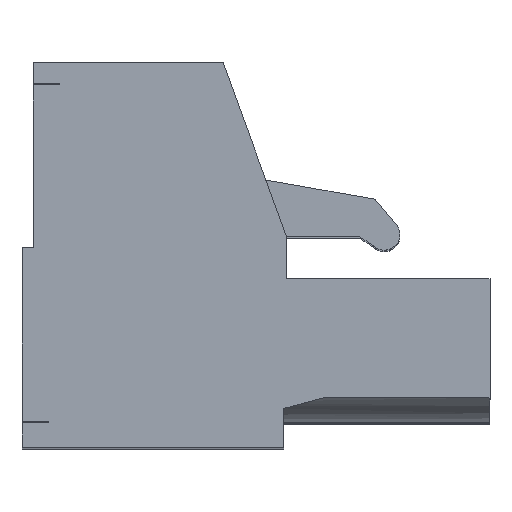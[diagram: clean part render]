
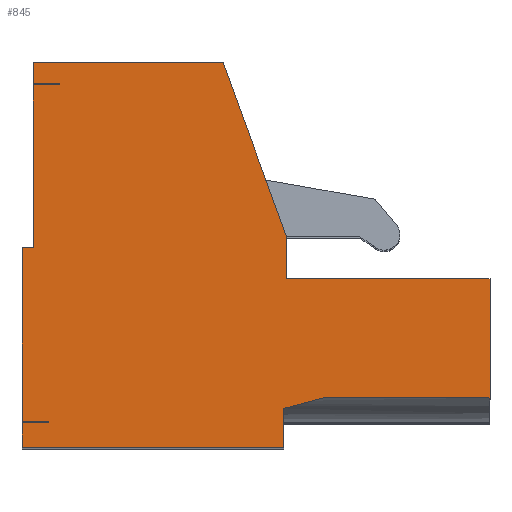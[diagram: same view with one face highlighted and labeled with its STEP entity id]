
A CAD part, top view. The second image highlights one B-rep face of the part: STEP entity #845.
In plain terms, the highlighted planar face has unit normal (0, 0, 1).
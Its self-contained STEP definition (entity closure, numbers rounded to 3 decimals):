
#845 = ADVANCED_FACE( '', ( #1798 ), #1799, .F. );
#1798 = FACE_OUTER_BOUND( '', #2822, .T. );
#1799 = PLANE( '', #2823 );
#2822 = EDGE_LOOP( '', ( #5264, #5265, #5266, #5267, #5268, #5269, #5270, #5271, #5272, #5273, #5274, #5275, #5276, #5277, #5278, #5279, #5280, #5281, #5282, #5283 ) );
#2823 = AXIS2_PLACEMENT_3D( '', #5284, #5285, #5286 );
#5264 = ORIENTED_EDGE( '', *, *, #6730, .T. );
#5265 = ORIENTED_EDGE( '', *, *, #6692, .T. );
#5266 = ORIENTED_EDGE( '', *, *, #6283, .T. );
#5267 = ORIENTED_EDGE( '', *, *, #5798, .T. );
#5268 = ORIENTED_EDGE( '', *, *, #6723, .T. );
#5269 = ORIENTED_EDGE( '', *, *, #5818, .T. );
#5270 = ORIENTED_EDGE( '', *, *, #6522, .F. );
#5271 = ORIENTED_EDGE( '', *, *, #6186, .T. );
#5272 = ORIENTED_EDGE( '', *, *, #6491, .F. );
#5273 = ORIENTED_EDGE( '', *, *, #5932, .T. );
#5274 = ORIENTED_EDGE( '', *, *, #6634, .T. );
#5275 = ORIENTED_EDGE( '', *, *, #6731, .T. );
#5276 = ORIENTED_EDGE( '', *, *, #6473, .T. );
#5277 = ORIENTED_EDGE( '', *, *, #6652, .T. );
#5278 = ORIENTED_EDGE( '', *, *, #6732, .F. );
#5279 = ORIENTED_EDGE( '', *, *, #6513, .T. );
#5280 = ORIENTED_EDGE( '', *, *, #5833, .T. );
#5281 = ORIENTED_EDGE( '', *, *, #6538, .T. );
#5282 = ORIENTED_EDGE( '', *, *, #5870, .T. );
#5283 = ORIENTED_EDGE( '', *, *, #6318, .T. );
#5284 = CARTESIAN_POINT( '', ( 273.592, 202.842, 130.52 ) );
#5285 = DIRECTION( '', ( 0., 0., -1. ) );
#5286 = DIRECTION( '', ( -1., 0., 0. ) );
#5798 = EDGE_CURVE( '', #6873, #6878, #6880, .T. );
#5818 = EDGE_CURVE( '', #6910, #6914, #6916, .T. );
#5833 = EDGE_CURVE( '', #6937, #6941, #6943, .T. );
#5870 = EDGE_CURVE( '', #7002, #7006, #7008, .T. );
#5932 = EDGE_CURVE( '', #7128, #7126, #7129, .T. );
#6186 = EDGE_CURVE( '', #7547, #7545, #7548, .T. );
#6283 = EDGE_CURVE( '', #7695, #6873, #7697, .T. );
#6318 = EDGE_CURVE( '', #7006, #7746, #7748, .T. );
#6473 = EDGE_CURVE( '', #7958, #7960, #7962, .T. );
#6491 = EDGE_CURVE( '', #7128, #7545, #7982, .T. );
#6513 = EDGE_CURVE( '', #8009, #6937, #8011, .T. );
#6522 = EDGE_CURVE( '', #7547, #6914, #8021, .T. );
#6538 = EDGE_CURVE( '', #6941, #7002, #8043, .T. );
#6634 = EDGE_CURVE( '', #7126, #8163, #8165, .T. );
#6652 = EDGE_CURVE( '', #7960, #8183, #8185, .T. );
#6692 = EDGE_CURVE( '', #8226, #7695, #8227, .T. );
#6723 = EDGE_CURVE( '', #6878, #6910, #8265, .T. );
#6730 = EDGE_CURVE( '', #7746, #8226, #8272, .T. );
#6731 = EDGE_CURVE( '', #8163, #7958, #8273, .T. );
#6732 = EDGE_CURVE( '', #8009, #8183, #8274, .T. );
#6873 = VERTEX_POINT( '', #8446 );
#6878 = VERTEX_POINT( '', #8453 );
#6880 = LINE( '', #8456, #8457 );
#6910 = VERTEX_POINT( '', #8499 );
#6914 = VERTEX_POINT( '', #8504 );
#6916 = LINE( '', #8507, #8508 );
#6937 = VERTEX_POINT( '', #8537 );
#6941 = VERTEX_POINT( '', #8543 );
#6943 = LINE( '', #8546, #8547 );
#7002 = VERTEX_POINT( '', #8623 );
#7006 = VERTEX_POINT( '', #8629 );
#7008 = LINE( '', #8632, #8633 );
#7126 = VERTEX_POINT( '', #8810 );
#7128 = VERTEX_POINT( '', #8813 );
#7129 = LINE( '', #8814, #8815 );
#7545 = VERTEX_POINT( '', #9403 );
#7547 = VERTEX_POINT( '', #9406 );
#7548 = LINE( '', #9407, #9408 );
#7695 = VERTEX_POINT( '', #9603 );
#7697 = LINE( '', #9606, #9607 );
#7746 = VERTEX_POINT( '', #9681 );
#7748 = LINE( '', #9684, #9685 );
#7958 = VERTEX_POINT( '', #9975 );
#7960 = VERTEX_POINT( '', #9978 );
#7962 = LINE( '', #9981, #9982 );
#7982 = LINE( '', #10011, #10012 );
#8009 = VERTEX_POINT( '', #10049 );
#8011 = LINE( '', #10052, #10053 );
#8021 = LINE( '', #10065, #10066 );
#8043 = LINE( '', #10097, #10098 );
#8163 = VERTEX_POINT( '', #10262 );
#8165 = LINE( '', #10265, #10266 );
#8183 = VERTEX_POINT( '', #10291 );
#8185 = LINE( '', #10294, #10295 );
#8226 = VERTEX_POINT( '', #10353 );
#8227 = LINE( '', #10354, #10355 );
#8265 = LINE( '', #10405, #10406 );
#8272 = LINE( '', #10414, #10415 );
#8273 = LINE( '', #10416, #10417 );
#8274 = LINE( '', #10418, #10419 );
#8446 = CARTESIAN_POINT( '', ( 254.742, 196.042, 130.52 ) );
#8453 = CARTESIAN_POINT( '', ( 265.292, 196.042, 130.52 ) );
#8456 = CARTESIAN_POINT( '', ( 265.392, 196.042, 130.52 ) );
#8457 = VECTOR( '', #10547, 1000. );
#8499 = CARTESIAN_POINT( '', ( 265.292, 197.615, 130.52 ) );
#8504 = CARTESIAN_POINT( '', ( 266.885, 198.042, 130.52 ) );
#8507 = CARTESIAN_POINT( '', ( 266.885, 198.042, 130.52 ) );
#8508 = VECTOR( '', #10565, 1000. );
#8537 = CARTESIAN_POINT( '', ( 255.192, 210.642, 130.52 ) );
#8543 = CARTESIAN_POINT( '', ( 255.192, 204.092, 130.52 ) );
#8546 = CARTESIAN_POINT( '', ( 255.192, 203.542, 130.52 ) );
#8547 = VECTOR( '', #10577, 1000. );
#8623 = CARTESIAN_POINT( '', ( 254.742, 204.092, 130.52 ) );
#8629 = CARTESIAN_POINT( '', ( 254.742, 197.092, 130.52 ) );
#8632 = CARTESIAN_POINT( '', ( 254.742, 196.742, 130.52 ) );
#8633 = VECTOR( '', #10619, 1000. );
#8810 = CARTESIAN_POINT( '', ( 265.392, 204.542, 130.52 ) );
#8813 = CARTESIAN_POINT( '', ( 265.392, 202.842, 130.52 ) );
#8814 = CARTESIAN_POINT( '', ( 265.392, 197.642, 130.52 ) );
#8815 = VECTOR( '', #10680, 1000. );
#9403 = CARTESIAN_POINT( '', ( 273.592, 202.842, 130.52 ) );
#9406 = CARTESIAN_POINT( '', ( 273.592, 198.042, 130.52 ) );
#9407 = CARTESIAN_POINT( '', ( 273.592, 198.942, 130.52 ) );
#9408 = VECTOR( '', #10959, 1000. );
#9603 = CARTESIAN_POINT( '', ( 254.742, 197.042, 130.52 ) );
#9606 = CARTESIAN_POINT( '', ( 254.742, 196.042, 130.52 ) );
#9607 = VECTOR( '', #11078, 1000. );
#9681 = CARTESIAN_POINT( '', ( 255.792, 197.092, 130.52 ) );
#9684 = CARTESIAN_POINT( '', ( 256.942, 197.092, 130.52 ) );
#9685 = VECTOR( '', #11111, 1000. );
#9975 = CARTESIAN_POINT( '', ( 255.192, 211.542, 130.52 ) );
#9978 = CARTESIAN_POINT( '', ( 255.192, 210.692, 130.52 ) );
#9981 = CARTESIAN_POINT( '', ( 255.192, 210.382, 130.52 ) );
#9982 = VECTOR( '', #11269, 1000. );
#10011 = CARTESIAN_POINT( '', ( 273.692, 202.842, 130.52 ) );
#10012 = VECTOR( '', #11279, 1000. );
#10049 = CARTESIAN_POINT( '', ( 256.242, 210.642, 130.52 ) );
#10052 = CARTESIAN_POINT( '', ( 255.942, 210.642, 130.52 ) );
#10053 = VECTOR( '', #11297, 1000. );
#10065 = CARTESIAN_POINT( '', ( 266.885, 198.042, 130.52 ) );
#10066 = VECTOR( '', #11306, 1000. );
#10097 = CARTESIAN_POINT( '', ( 254.742, 204.092, 130.52 ) );
#10098 = VECTOR( '', #11316, 1000. );
#10262 = CARTESIAN_POINT( '', ( 262.844, 211.542, 130.52 ) );
#10265 = CARTESIAN_POINT( '', ( 263.026, 211.042, 130.52 ) );
#10266 = VECTOR( '', #11404, 1000. );
#10291 = CARTESIAN_POINT( '', ( 256.242, 210.692, 130.52 ) );
#10294 = CARTESIAN_POINT( '', ( 255.742, 210.692, 130.52 ) );
#10295 = VECTOR( '', #11416, 1000. );
#10353 = CARTESIAN_POINT( '', ( 255.792, 197.042, 130.52 ) );
#10354 = CARTESIAN_POINT( '', ( 254.542, 197.042, 130.52 ) );
#10355 = VECTOR( '', #11449, 1000. );
#10405 = CARTESIAN_POINT( '', ( 265.292, 197.642, 130.52 ) );
#10406 = VECTOR( '', #11471, 1000. );
#10414 = CARTESIAN_POINT( '', ( 255.792, 197.042, 130.52 ) );
#10415 = VECTOR( '', #11473, 1000. );
#10416 = CARTESIAN_POINT( '', ( 255.042, 211.542, 130.52 ) );
#10417 = VECTOR( '', #11474, 1000. );
#10418 = CARTESIAN_POINT( '', ( 256.242, 210.232, 130.52 ) );
#10419 = VECTOR( '', #11475, 1000. );
#10547 = DIRECTION( '', ( 1., 0., 0. ) );
#10565 = DIRECTION( '', ( 0.966, 0.259, 0. ) );
#10577 = DIRECTION( '', ( 0., -1., 0. ) );
#10619 = DIRECTION( '', ( 0., -1., 0. ) );
#10680 = DIRECTION( '', ( 0., 1., 0. ) );
#10959 = DIRECTION( '', ( 0., 1., 0. ) );
#11078 = DIRECTION( '', ( 0., -1., 0. ) );
#11111 = DIRECTION( '', ( 1., 0., 0. ) );
#11269 = DIRECTION( '', ( 0., -1., 0. ) );
#11279 = DIRECTION( '', ( 1., 0., 0. ) );
#11297 = DIRECTION( '', ( -1., 0., 0. ) );
#11306 = DIRECTION( '', ( -1., 0., 0. ) );
#11316 = DIRECTION( '', ( -1., 0., 0. ) );
#11404 = DIRECTION( '', ( -0.342, 0.94, 0. ) );
#11416 = DIRECTION( '', ( 1., 0., 0. ) );
#11449 = DIRECTION( '', ( -1., 0., 0. ) );
#11471 = DIRECTION( '', ( 0., 1., 0. ) );
#11473 = DIRECTION( '', ( 0., -1., 0. ) );
#11474 = DIRECTION( '', ( -1., 0., 0. ) );
#11475 = DIRECTION( '', ( 0., 1., 0. ) );
